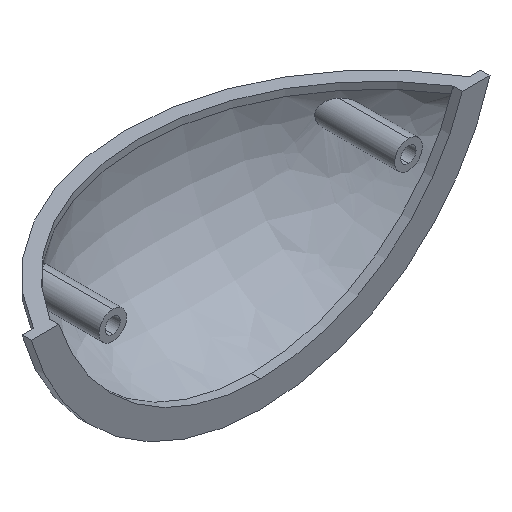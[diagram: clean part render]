
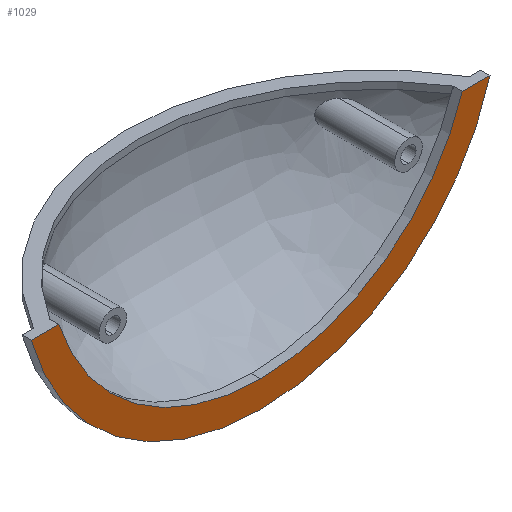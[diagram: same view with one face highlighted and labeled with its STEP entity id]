
A CAD part, isometric view. The second image highlights one B-rep face of the part: STEP entity #1029.
In plain terms, the highlighted planar face has unit normal (0, -1, 0).
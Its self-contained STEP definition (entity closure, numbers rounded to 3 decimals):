
#10 = CARTESIAN_POINT ( 'NONE',  ( -49.65, 0., 0. ) ) ;
#11 = LINE ( 'NONE', #1709, #1103 ) ;
#20 = EDGE_CURVE ( 'NONE', #1402, #750, #510, .T. ) ;
#55 = DIRECTION ( 'NONE',  ( 0., -1., 0. ) ) ;
#65 = ORIENTED_EDGE ( 'NONE', *, *, #299, .T. ) ;
#88 = CARTESIAN_POINT ( 'NONE',  ( 0., 0., 13.707 ) ) ;
#109 = CARTESIAN_POINT ( 'NONE',  ( 0., 0., -32.044 ) ) ;
#155 = AXIS2_PLACEMENT_3D ( 'NONE', #160, #1143, #1257 ) ;
#160 = CARTESIAN_POINT ( 'NONE',  ( 0., 0., 13.707 ) ) ;
#171 = ORIENTED_EDGE ( 'NONE', *, *, #1242, .T. ) ;
#200 = CARTESIAN_POINT ( 'NONE',  ( 43.65, 0., 0. ) ) ;
#215 = DIRECTION ( 'NONE',  ( 1., 0., 0. ) ) ;
#259 = AXIS2_PLACEMENT_3D ( 'NONE', #829, #809, #836 ) ;
#261 = EDGE_CURVE ( 'NONE', #1660, #1268, #11, .T. ) ;
#277 = FACE_OUTER_BOUND ( 'NONE', #670, .T. ) ;
#299 = EDGE_CURVE ( 'NONE', #1282, #1268, #699, .T. ) ;
#352 = EDGE_CURVE ( 'NONE', #750, #565, #1695, .T. ) ;
#370 = DIRECTION ( 'NONE',  ( 0., 0., -1. ) ) ;
#510 = LINE ( 'NONE', #925, #738 ) ;
#520 = CARTESIAN_POINT ( 'NONE',  ( 0., 0., 13.707 ) ) ;
#565 = VERTEX_POINT ( 'NONE', #109 ) ;
#592 = EDGE_CURVE ( 'NONE', #565, #1660, #1637, .T. ) ;
#626 = DIRECTION ( 'NONE',  ( 0., 0., -1. ) ) ;
#670 = EDGE_LOOP ( 'NONE', ( #1472, #171, #65, #1442, #847, #709 ) ) ;
#699 = CIRCLE ( 'NONE', #155, 51.507 ) ;
#709 = ORIENTED_EDGE ( 'NONE', *, *, #352, .F. ) ;
#738 = VECTOR ( 'NONE', #1741, 1000. ) ;
#750 = VERTEX_POINT ( 'NONE', #922 ) ;
#809 = DIRECTION ( 'NONE',  ( 0., -1., 0. ) ) ;
#812 = AXIS2_PLACEMENT_3D ( 'NONE', #88, #902, #626 ) ;
#829 = CARTESIAN_POINT ( 'NONE',  ( 0., 0., 13.707 ) ) ;
#836 = DIRECTION ( 'NONE',  ( 0., 0., -1. ) ) ;
#842 = DIRECTION ( 'NONE',  ( 0., 0., -1. ) ) ;
#847 = ORIENTED_EDGE ( 'NONE', *, *, #592, .F. ) ;
#902 = DIRECTION ( 'NONE',  ( 0., -1., 0. ) ) ;
#922 = CARTESIAN_POINT ( 'NONE',  ( -43.65, 0., 0. ) ) ;
#925 = CARTESIAN_POINT ( 'NONE',  ( -49.65, 0., 0. ) ) ;
#930 = CARTESIAN_POINT ( 'NONE',  ( 49.65, 0., 0. ) ) ;
#1029 = ADVANCED_FACE ( 'NONE', ( #277 ), #1647, .T. ) ;
#1103 = VECTOR ( 'NONE', #215, 1000. ) ;
#1143 = DIRECTION ( 'NONE',  ( 0., -1., 0. ) ) ;
#1165 = AXIS2_PLACEMENT_3D ( 'NONE', #1254, #55, #842 ) ;
#1199 = AXIS2_PLACEMENT_3D ( 'NONE', #520, #1720, #370 ) ;
#1242 = EDGE_CURVE ( 'NONE', #1402, #1282, #1450, .T. ) ;
#1254 = CARTESIAN_POINT ( 'NONE',  ( 0., 0., 13.707 ) ) ;
#1257 = DIRECTION ( 'NONE',  ( 0., 0., -1. ) ) ;
#1268 = VERTEX_POINT ( 'NONE', #930 ) ;
#1282 = VERTEX_POINT ( 'NONE', #1459 ) ;
#1402 = VERTEX_POINT ( 'NONE', #10 ) ;
#1442 = ORIENTED_EDGE ( 'NONE', *, *, #261, .F. ) ;
#1450 = CIRCLE ( 'NONE', #812, 51.507 ) ;
#1459 = CARTESIAN_POINT ( 'NONE',  ( 0., 0., -37.8 ) ) ;
#1472 = ORIENTED_EDGE ( 'NONE', *, *, #20, .F. ) ;
#1637 = CIRCLE ( 'NONE', #1199, 45.752 ) ;
#1647 = PLANE ( 'NONE',  #259 ) ;
#1660 = VERTEX_POINT ( 'NONE', #200 ) ;
#1695 = CIRCLE ( 'NONE', #1165, 45.752 ) ;
#1709 = CARTESIAN_POINT ( 'NONE',  ( 43.65, 0., 0. ) ) ;
#1720 = DIRECTION ( 'NONE',  ( 0., -1., 0. ) ) ;
#1741 = DIRECTION ( 'NONE',  ( 1., 0., 0. ) ) ;
